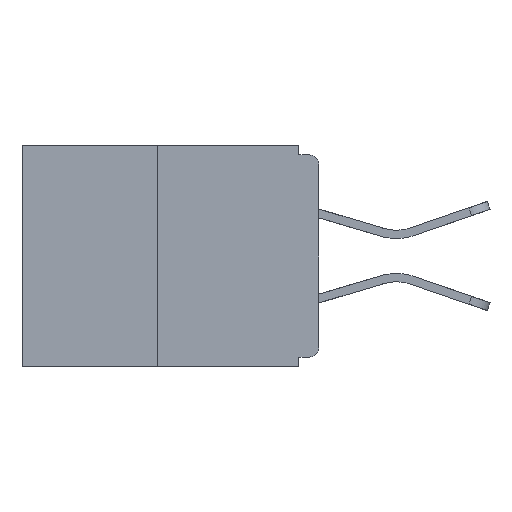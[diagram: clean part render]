
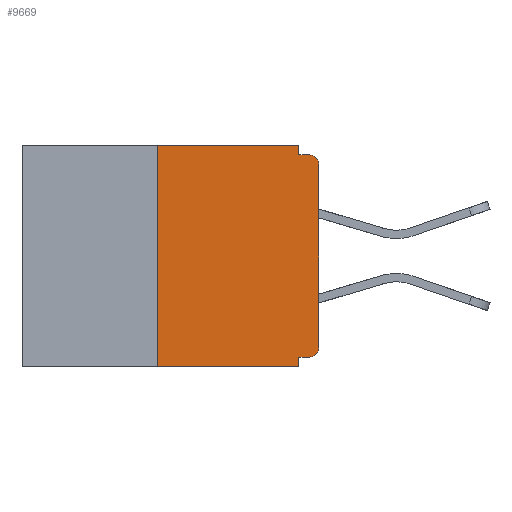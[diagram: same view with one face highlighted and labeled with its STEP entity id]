
A CAD part, left-side view. The second image highlights one B-rep face of the part: STEP entity #9669.
In plain terms, the highlighted planar face has unit normal (-1, 0, 0).
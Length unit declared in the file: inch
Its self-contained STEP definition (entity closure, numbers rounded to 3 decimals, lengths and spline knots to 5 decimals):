
#260 = CARTESIAN_POINT ( 'NONE',  ( 0., 0.031, -0.015 ) ) ;
#714 = CARTESIAN_POINT ( 'NONE',  ( 0., 0., -0.313 ) ) ;
#1183 = LINE ( 'NONE', #3025, #22803 ) ;
#1277 = EDGE_CURVE ( 'NONE', #18905, #6706, #14369, .T. ) ;
#1470 = DIRECTION ( 'NONE',  ( 0., -1., 0. ) ) ;
#1530 = ORIENTED_EDGE ( 'NONE', *, *, #6675, .T. ) ;
#1561 = VECTOR ( 'NONE', #1470, 39.37008 ) ;
#2256 = VECTOR ( 'NONE', #25923, 39.37008 ) ;
#2982 = CARTESIAN_POINT ( 'NONE',  ( 0., 0.031, -0.328 ) ) ;
#3025 = CARTESIAN_POINT ( 'NONE',  ( 0., 0., 0. ) ) ;
#3158 = LINE ( 'NONE', #8097, #16594 ) ;
#3282 = DIRECTION ( 'NONE',  ( 0., -1., 0. ) ) ;
#3288 = CARTESIAN_POINT ( 'NONE',  ( 0., 0.015, -0.313 ) ) ;
#3858 = EDGE_CURVE ( 'NONE', #8801, #15349, #24756, .T. ) ;
#5508 = CARTESIAN_POINT ( 'NONE',  ( 0., 0.25, 0. ) ) ;
#6675 = EDGE_CURVE ( 'NONE', #7359, #6706, #22956, .T. ) ;
#6706 = VERTEX_POINT ( 'NONE', #26225 ) ;
#7052 = DIRECTION ( 'NONE',  ( 0., 0., -1. ) ) ;
#7160 = EDGE_CURVE ( 'NONE', #26850, #16926, #11866, .T. ) ;
#7344 = DIRECTION ( 'NONE',  ( 0., 0., 1. ) ) ;
#7359 = VERTEX_POINT ( 'NONE', #17922 ) ;
#7808 = ORIENTED_EDGE ( 'NONE', *, *, #3858, .T. ) ;
#8097 = CARTESIAN_POINT ( 'NONE',  ( 0., 0.46, 0. ) ) ;
#8801 = VERTEX_POINT ( 'NONE', #10019 ) ;
#9052 = DIRECTION ( 'NONE',  ( -1., 0., 0. ) ) ;
#9384 = CARTESIAN_POINT ( 'NONE',  ( 0., 0.031, -0.343 ) ) ;
#9416 = CARTESIAN_POINT ( 'NONE',  ( 0., 0.015, -0.015 ) ) ;
#9443 = DIRECTION ( 'NONE',  ( -1., 0., 0. ) ) ;
#9669 = ADVANCED_FACE ( 'NONE', ( #12834 ), #21391, .F. ) ;
#9867 = ORIENTED_EDGE ( 'NONE', *, *, #10332, .F. ) ;
#10019 = CARTESIAN_POINT ( 'NONE',  ( 0., 0., -0.03 ) ) ;
#10332 = EDGE_CURVE ( 'NONE', #7359, #25092, #13241, .T. ) ;
#10980 = DIRECTION ( 'NONE',  ( 1., 0., 0. ) ) ;
#11120 = VERTEX_POINT ( 'NONE', #23329 ) ;
#11652 = ORIENTED_EDGE ( 'NONE', *, *, #7160, .F. ) ;
#11850 = AXIS2_PLACEMENT_3D ( 'NONE', #21320, #9052, #7052 ) ;
#11866 = LINE ( 'NONE', #19318, #17722 ) ;
#12288 = AXIS2_PLACEMENT_3D ( 'NONE', #25768, #10980, #13263 ) ;
#12420 = ORIENTED_EDGE ( 'NONE', *, *, #14923, .F. ) ;
#12794 = ORIENTED_EDGE ( 'NONE', *, *, #14829, .T. ) ;
#12834 = FACE_OUTER_BOUND ( 'NONE', #21166, .T. ) ;
#13114 = DIRECTION ( 'NONE',  ( 0., 0., -1. ) ) ;
#13241 = LINE ( 'NONE', #19349, #20744 ) ;
#13263 = DIRECTION ( 'NONE',  ( 0., 0., -1. ) ) ;
#13385 = LINE ( 'NONE', #18424, #1561 ) ;
#14369 = LINE ( 'NONE', #9384, #2256 ) ;
#14486 = EDGE_CURVE ( 'NONE', #16926, #15349, #13385, .T. ) ;
#14539 = AXIS2_PLACEMENT_3D ( 'NONE', #3288, #9443, #22132 ) ;
#14829 = EDGE_CURVE ( 'NONE', #18276, #8801, #1183, .T. ) ;
#14923 = EDGE_CURVE ( 'NONE', #25092, #26850, #3158, .T. ) ;
#14984 = VECTOR ( 'NONE', #19064, 39.37008 ) ;
#15349 = VERTEX_POINT ( 'NONE', #9416 ) ;
#15638 = LINE ( 'NONE', #21430, #14984 ) ;
#15933 = CARTESIAN_POINT ( 'NONE',  ( 0., 0.46, -0.343 ) ) ;
#16594 = VECTOR ( 'NONE', #26976, 39.37008 ) ;
#16644 = EDGE_CURVE ( 'NONE', #11120, #18276, #23298, .T. ) ;
#16926 = VERTEX_POINT ( 'NONE', #260 ) ;
#17247 = ORIENTED_EDGE ( 'NONE', *, *, #16644, .T. ) ;
#17722 = VECTOR ( 'NONE', #13114, 39.37008 ) ;
#17922 = CARTESIAN_POINT ( 'NONE',  ( 0., 0.25, -0.343 ) ) ;
#18276 = VERTEX_POINT ( 'NONE', #714 ) ;
#18424 = CARTESIAN_POINT ( 'NONE',  ( 0., 0., -0.015 ) ) ;
#18905 = VERTEX_POINT ( 'NONE', #2982 ) ;
#19064 = DIRECTION ( 'NONE',  ( 0., 1., 0. ) ) ;
#19318 = CARTESIAN_POINT ( 'NONE',  ( 0., 0.031, 0. ) ) ;
#19349 = CARTESIAN_POINT ( 'NONE',  ( 0., 0.25, 0. ) ) ;
#19674 = VECTOR ( 'NONE', #3282, 39.37008 ) ;
#19998 = ORIENTED_EDGE ( 'NONE', *, *, #1277, .F. ) ;
#20744 = VECTOR ( 'NONE', #23802, 39.37008 ) ;
#21166 = EDGE_LOOP ( 'NONE', ( #12420, #9867, #1530, #19998, #26546, #17247, #12794, #7808, #22899, #11652 ) ) ;
#21320 = CARTESIAN_POINT ( 'NONE',  ( 0., 0.015, -0.03 ) ) ;
#21391 = PLANE ( 'NONE',  #12288 ) ;
#21430 = CARTESIAN_POINT ( 'NONE',  ( 0., 0., -0.328 ) ) ;
#22132 = DIRECTION ( 'NONE',  ( 0., 0., -1. ) ) ;
#22803 = VECTOR ( 'NONE', #7344, 39.37008 ) ;
#22899 = ORIENTED_EDGE ( 'NONE', *, *, #14486, .F. ) ;
#22956 = LINE ( 'NONE', #15933, #19674 ) ;
#23298 = CIRCLE ( 'NONE', #14539, 0.015 ) ;
#23329 = CARTESIAN_POINT ( 'NONE',  ( 0., 0.015, -0.328 ) ) ;
#23802 = DIRECTION ( 'NONE',  ( 0., 0., 1. ) ) ;
#24756 = CIRCLE ( 'NONE', #11850, 0.015 ) ;
#25092 = VERTEX_POINT ( 'NONE', #5508 ) ;
#25277 = CARTESIAN_POINT ( 'NONE',  ( 0., 0.031, 0. ) ) ;
#25768 = CARTESIAN_POINT ( 'NONE',  ( 0., 0.46, 0. ) ) ;
#25923 = DIRECTION ( 'NONE',  ( 0., 0., -1. ) ) ;
#26225 = CARTESIAN_POINT ( 'NONE',  ( 0., 0.031, -0.343 ) ) ;
#26546 = ORIENTED_EDGE ( 'NONE', *, *, #26633, .F. ) ;
#26633 = EDGE_CURVE ( 'NONE', #11120, #18905, #15638, .T. ) ;
#26850 = VERTEX_POINT ( 'NONE', #25277 ) ;
#26976 = DIRECTION ( 'NONE',  ( 0., -1., 0. ) ) ;
